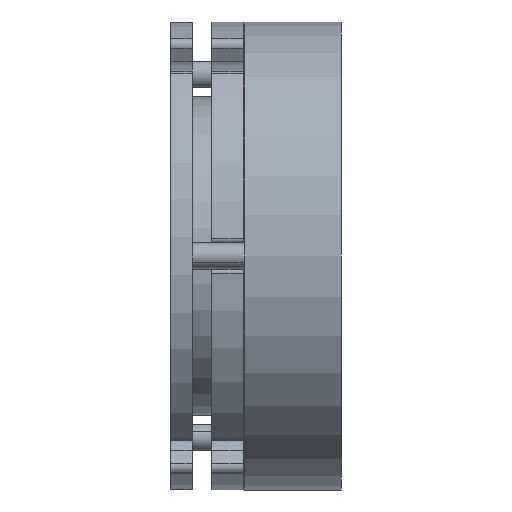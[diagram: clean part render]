
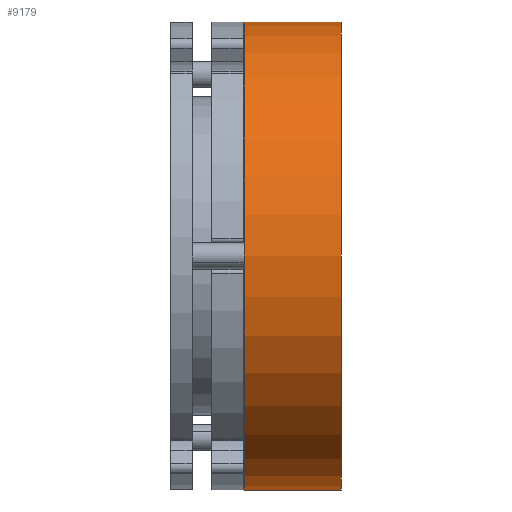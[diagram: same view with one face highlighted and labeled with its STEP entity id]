
A CAD part, front view. The second image highlights one B-rep face of the part: STEP entity #9179.
In plain terms, the highlighted cylindrical face has radius 62.5 mm (diameter 125 mm), a partial arc.
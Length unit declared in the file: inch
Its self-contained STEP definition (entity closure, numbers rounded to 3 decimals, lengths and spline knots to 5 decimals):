
#77 = CARTESIAN_POINT ( 'NONE',  ( 0.35137, -0.15713, -2.58341 ) ) ;
#540 = DIRECTION ( 'NONE',  ( 0., 0., 1. ) ) ;
#584 = CARTESIAN_POINT ( 'NONE',  ( -0.64492, -0.15713, -2.58341 ) ) ;
#880 = AXIS2_PLACEMENT_3D ( 'NONE', #1883, #9772, #4868 ) ;
#939 = DIRECTION ( 'NONE',  ( -1., 0., 0. ) ) ;
#1615 = EDGE_CURVE ( 'NONE', #10988, #11490, #5476, .T. ) ;
#1690 = FACE_OUTER_BOUND ( 'NONE', #12323, .T. ) ;
#1764 = CYLINDRICAL_SURFACE ( 'NONE', #8707, 2.46063 ) ;
#1883 = CARTESIAN_POINT ( 'NONE',  ( -0.67225, -0.15713, -0.12278 ) ) ;
#2338 = CARTESIAN_POINT ( 'NONE',  ( -0.67225, -0.15713, 2.33785 ) ) ;
#2410 = CARTESIAN_POINT ( 'NONE',  ( -0.67225, -0.15713, -2.58341 ) ) ;
#2536 = CIRCLE ( 'NONE', #880, 2.46063 ) ;
#2850 = DIRECTION ( 'NONE',  ( -1., 0., 0. ) ) ;
#3451 = CARTESIAN_POINT ( 'NONE',  ( -0.64492, -0.15713, -0.12278 ) ) ;
#4130 = CARTESIAN_POINT ( 'NONE',  ( 0.35137, -0.15713, 2.33785 ) ) ;
#4214 = ORIENTED_EDGE ( 'NONE', *, *, #1615, .T. ) ;
#4456 = VERTEX_POINT ( 'NONE', #2410 ) ;
#4669 = EDGE_CURVE ( 'NONE', #4456, #7462, #2536, .T. ) ;
#4828 = ORIENTED_EDGE ( 'NONE', *, *, #7597, .T. ) ;
#4868 = DIRECTION ( 'NONE',  ( 0., 0., 1. ) ) ;
#5081 = AXIS2_PLACEMENT_3D ( 'NONE', #8630, #939, #12581 ) ;
#5476 = CIRCLE ( 'NONE', #5081, 2.46063 ) ;
#5571 = VECTOR ( 'NONE', #2850, 39.37008 ) ;
#5640 = DIRECTION ( 'NONE',  ( -1., 0., 0. ) ) ;
#6474 = LINE ( 'NONE', #584, #12246 ) ;
#7462 = VERTEX_POINT ( 'NONE', #2338 ) ;
#7597 = EDGE_CURVE ( 'NONE', #11490, #7462, #11715, .T. ) ;
#8057 = ORIENTED_EDGE ( 'NONE', *, *, #9537, .F. ) ;
#8630 = CARTESIAN_POINT ( 'NONE',  ( 0.35137, -0.15713, -0.12278 ) ) ;
#8707 = AXIS2_PLACEMENT_3D ( 'NONE', #3451, #5640, #540 ) ;
#9179 = ADVANCED_FACE ( 'NONE', ( #1690 ), #1764, .T. ) ;
#9537 = EDGE_CURVE ( 'NONE', #10988, #4456, #6474, .T. ) ;
#9772 = DIRECTION ( 'NONE',  ( -1., 0., 0. ) ) ;
#10942 = ORIENTED_EDGE ( 'NONE', *, *, #4669, .F. ) ;
#10988 = VERTEX_POINT ( 'NONE', #77 ) ;
#11490 = VERTEX_POINT ( 'NONE', #4130 ) ;
#11715 = LINE ( 'NONE', #12485, #5571 ) ;
#12246 = VECTOR ( 'NONE', #12491, 39.37008 ) ;
#12323 = EDGE_LOOP ( 'NONE', ( #8057, #4214, #4828, #10942 ) ) ;
#12485 = CARTESIAN_POINT ( 'NONE',  ( -0.64492, -0.15713, 2.33785 ) ) ;
#12491 = DIRECTION ( 'NONE',  ( -1., 0., 0. ) ) ;
#12581 = DIRECTION ( 'NONE',  ( 0., 0., 1. ) ) ;
